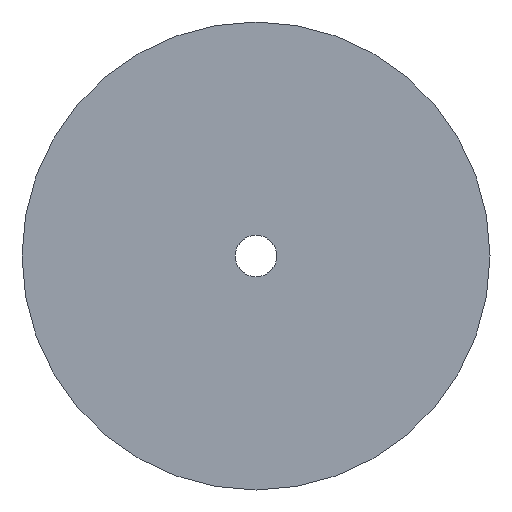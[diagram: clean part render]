
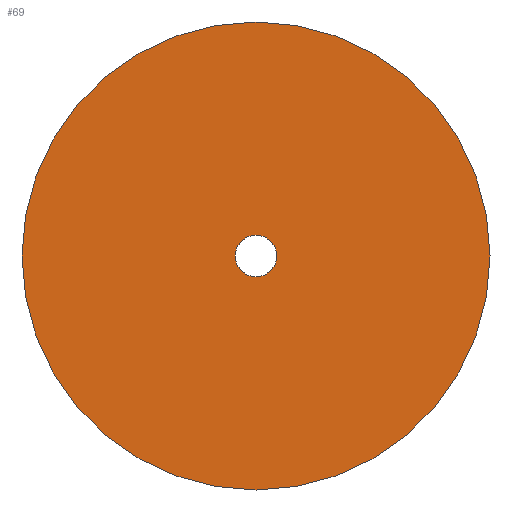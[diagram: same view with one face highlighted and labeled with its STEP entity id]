
A CAD part, front view. The second image highlights one B-rep face of the part: STEP entity #69.
In plain terms, the highlighted planar face has unit normal (0, -1, 0).
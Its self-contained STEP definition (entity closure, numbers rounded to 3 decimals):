
#18 = VERTEX_POINT ( 'NONE', #314 ) ;
#25 = FACE_OUTER_BOUND ( 'NONE', #168, .T. ) ;
#26 = AXIS2_PLACEMENT_3D ( 'NONE', #135, #133, #388 ) ;
#39 = AXIS2_PLACEMENT_3D ( 'NONE', #339, #179, #364 ) ;
#59 = AXIS2_PLACEMENT_3D ( 'NONE', #110, #236, #396 ) ;
#69 = ADVANCED_FACE ( 'NONE', ( #25, #271 ), #267, .F. ) ;
#72 = DIRECTION ( 'NONE',  ( 0., 0., 1. ) ) ;
#110 = CARTESIAN_POINT ( 'NONE',  ( 0., 0., 0. ) ) ;
#124 = EDGE_CURVE ( 'NONE', #18, #241, #175, .T. ) ;
#133 = DIRECTION ( 'NONE',  ( 0., 1., 0. ) ) ;
#135 = CARTESIAN_POINT ( 'NONE',  ( 0., 0., 0. ) ) ;
#165 = CIRCLE ( 'NONE', #268, 0.9 ) ;
#168 = EDGE_LOOP ( 'NONE', ( #199, #196 ) ) ;
#169 = AXIS2_PLACEMENT_3D ( 'NONE', #374, #242, #369 ) ;
#175 = CIRCLE ( 'NONE', #39, 0.9 ) ;
#179 = DIRECTION ( 'NONE',  ( 0., 1., 0. ) ) ;
#183 = EDGE_CURVE ( 'NONE', #241, #18, #165, .T. ) ;
#190 = CARTESIAN_POINT ( 'NONE',  ( 0., 0., 0. ) ) ;
#195 = VERTEX_POINT ( 'NONE', #335 ) ;
#196 = ORIENTED_EDGE ( 'NONE', *, *, #124, .F. ) ;
#199 = ORIENTED_EDGE ( 'NONE', *, *, #183, .F. ) ;
#236 = DIRECTION ( 'NONE',  ( 0., 1., 0. ) ) ;
#241 = VERTEX_POINT ( 'NONE', #305 ) ;
#242 = DIRECTION ( 'NONE',  ( 0., 1., 0. ) ) ;
#243 = CARTESIAN_POINT ( 'NONE',  ( 0., 0., 0.08 ) ) ;
#245 = ORIENTED_EDGE ( 'NONE', *, *, #334, .T. ) ;
#255 = CIRCLE ( 'NONE', #26, 0.08 ) ;
#267 = PLANE ( 'NONE',  #59 ) ;
#268 = AXIS2_PLACEMENT_3D ( 'NONE', #190, #375, #72 ) ;
#271 = FACE_BOUND ( 'NONE', #287, .T. ) ;
#287 = EDGE_LOOP ( 'NONE', ( #245, #373 ) ) ;
#305 = CARTESIAN_POINT ( 'NONE',  ( 0., 0., -0.9 ) ) ;
#314 = CARTESIAN_POINT ( 'NONE',  ( 0., 0., 0.9 ) ) ;
#318 = CIRCLE ( 'NONE', #169, 0.08 ) ;
#334 = EDGE_CURVE ( 'NONE', #195, #352, #318, .T. ) ;
#335 = CARTESIAN_POINT ( 'NONE',  ( 0., 0., -0.08 ) ) ;
#339 = CARTESIAN_POINT ( 'NONE',  ( 0., 0., 0. ) ) ;
#352 = VERTEX_POINT ( 'NONE', #243 ) ;
#364 = DIRECTION ( 'NONE',  ( 0., 0., 1. ) ) ;
#369 = DIRECTION ( 'NONE',  ( 0., 0., 1. ) ) ;
#370 = EDGE_CURVE ( 'NONE', #352, #195, #255, .T. ) ;
#373 = ORIENTED_EDGE ( 'NONE', *, *, #370, .T. ) ;
#374 = CARTESIAN_POINT ( 'NONE',  ( 0., 0., 0. ) ) ;
#375 = DIRECTION ( 'NONE',  ( 0., 1., 0. ) ) ;
#388 = DIRECTION ( 'NONE',  ( 0., 0., 1. ) ) ;
#396 = DIRECTION ( 'NONE',  ( 0., 0., 1. ) ) ;
